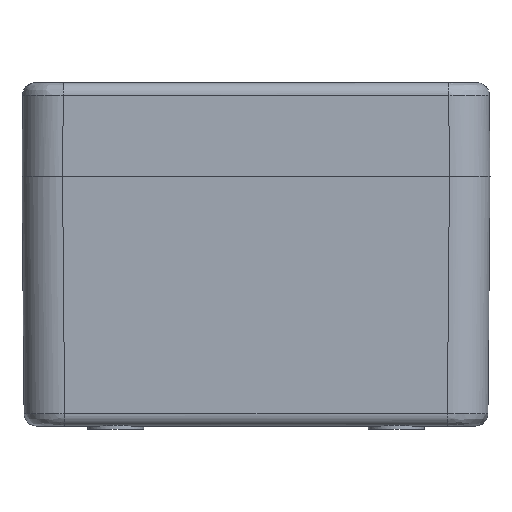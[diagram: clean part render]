
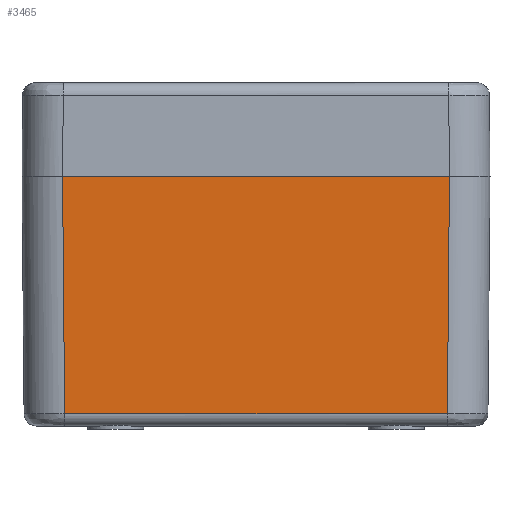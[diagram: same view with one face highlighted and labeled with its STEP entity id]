
A CAD part, left-side view. The second image highlights one B-rep face of the part: STEP entity #3465.
In plain terms, the highlighted planar face has unit normal (-1, 0, -0.009).
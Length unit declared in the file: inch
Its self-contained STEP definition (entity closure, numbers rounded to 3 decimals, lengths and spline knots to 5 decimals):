
#605 = EDGE_LOOP ( 'NONE', ( #14729, #2675, #9895, #9411 ) ) ;
#1671 = EDGE_CURVE ( 'NONE', #14653, #3989, #13747, .T. ) ;
#2023 = DIRECTION ( 'NONE',  ( 0., 1., 0. ) ) ;
#2136 = CARTESIAN_POINT ( 'NONE',  ( -1.56174, 0.73819, -1.49675 ) ) ;
#2200 = EDGE_CURVE ( 'NONE', #3989, #11159, #5344, .T. ) ;
#2675 = ORIENTED_EDGE ( 'NONE', *, *, #7458, .F. ) ;
#2693 = VERTEX_POINT ( 'NONE', #8882 ) ;
#3243 = DIRECTION ( 'NONE',  ( 0., 1., 0. ) ) ;
#3465 = ADVANCED_FACE ( 'NONE', ( #4932 ), #11989, .T. ) ;
#3524 = VECTOR ( 'NONE', #4472, 39.37008 ) ;
#3750 = CARTESIAN_POINT ( 'NONE',  ( -1.5748, 1.47638, 0. ) ) ;
#3989 = VERTEX_POINT ( 'NONE', #13305 ) ;
#4472 = DIRECTION ( 'NONE',  ( 0.009, -0.009, -1. ) ) ;
#4932 = FACE_OUTER_BOUND ( 'NONE', #605, .T. ) ;
#5239 = DIRECTION ( 'NONE',  ( 0.009, 0.009, -1. ) ) ;
#5344 = LINE ( 'NONE', #7897, #3524 ) ;
#5492 = CARTESIAN_POINT ( 'NONE',  ( -1.5748, -1.22048, 0. ) ) ;
#6352 = LINE ( 'NONE', #7634, #8819 ) ;
#7402 = DIRECTION ( 'NONE',  ( -0.009, 0., 1. ) ) ;
#7458 = EDGE_CURVE ( 'NONE', #2693, #11159, #12988, .T. ) ;
#7580 = VECTOR ( 'NONE', #3243, 39.37008 ) ;
#7634 = CARTESIAN_POINT ( 'NONE',  ( -1.57471, -1.22039, -0.01065 ) ) ;
#7897 = CARTESIAN_POINT ( 'NONE',  ( -1.5748, 1.22048, 0. ) ) ;
#8171 = EDGE_CURVE ( 'NONE', #14653, #2693, #6352, .T. ) ;
#8290 = AXIS2_PLACEMENT_3D ( 'NONE', #3750, #12306, #7402 ) ;
#8819 = VECTOR ( 'NONE', #5239, 39.37008 ) ;
#8882 = CARTESIAN_POINT ( 'NONE',  ( -1.56174, -1.20742, -1.49675 ) ) ;
#9233 = CARTESIAN_POINT ( 'NONE',  ( -1.5748, 1.47638, 0. ) ) ;
#9411 = ORIENTED_EDGE ( 'NONE', *, *, #1671, .T. ) ;
#9652 = VECTOR ( 'NONE', #2023, 39.37008 ) ;
#9895 = ORIENTED_EDGE ( 'NONE', *, *, #8171, .F. ) ;
#11159 = VERTEX_POINT ( 'NONE', #15393 ) ;
#11989 = PLANE ( 'NONE',  #8290 ) ;
#12306 = DIRECTION ( 'NONE',  ( -1., 0., -0.009 ) ) ;
#12988 = LINE ( 'NONE', #2136, #7580 ) ;
#13305 = CARTESIAN_POINT ( 'NONE',  ( -1.5748, 1.22048, 0. ) ) ;
#13747 = LINE ( 'NONE', #9233, #9652 ) ;
#14653 = VERTEX_POINT ( 'NONE', #5492 ) ;
#14729 = ORIENTED_EDGE ( 'NONE', *, *, #2200, .T. ) ;
#15393 = CARTESIAN_POINT ( 'NONE',  ( -1.56174, 1.20742, -1.49675 ) ) ;
